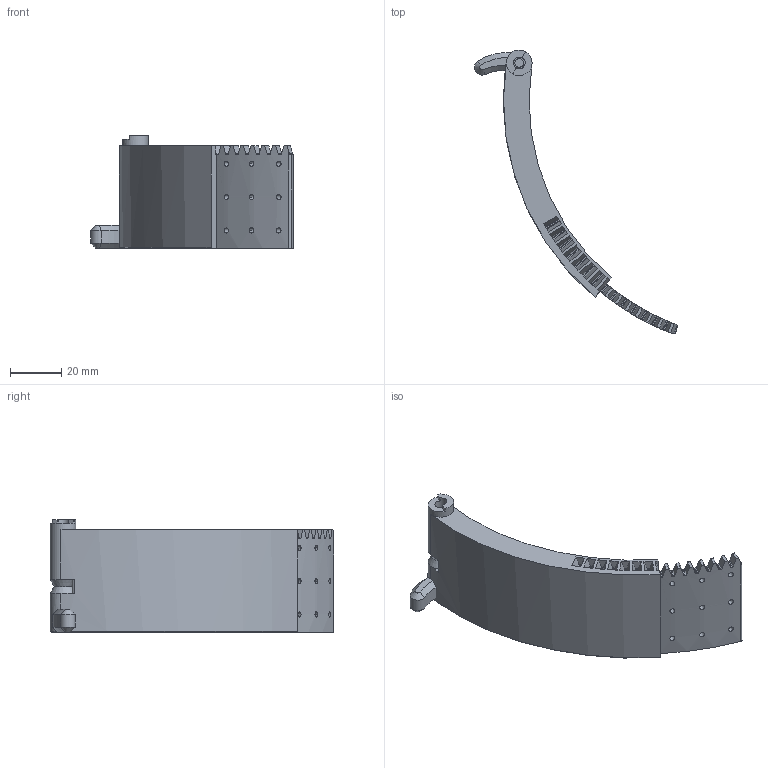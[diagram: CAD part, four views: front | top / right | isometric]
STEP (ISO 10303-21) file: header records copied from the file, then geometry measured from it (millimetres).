
FILE_DESCRIPTION(('FreeCAD Model'),'2;1');
FILE_NAME('Open CASCADE Shape Model','2025-04-29T19:05:09',(''),(''), 'Open CASCADE STEP processor 7.8','FreeCAD','Unknown');
FILE_SCHEMA(('AUTOMOTIVE_DESIGN { 1 0 10303 214 1 1 1 1 }'));
Length unit declared in the file: millimetre
Products named in the file (1): 2-rotor-segmented-in-three--part-1
Bounding box: 79.15 x 110.63 x 44 mm (x, y, z)
Volume: 45115.4 mm3; surface area: 15643.2 mm2
Topology: 1 solids, 3 shells, 175 faces, 482 edges, 321 vertices
Faces by surface type: plane 61, cone 49, bspline 36, cylinder 29
Full cylindrical faces by diameter (mm): 2 x6, 3.4 x2, 4.6 x2, 10 x1
Entity records: 7284 total; most frequent: CARTESIAN_POINT 3136, ORIENTED_EDGE 964, DIRECTION 698, EDGE_CURVE 482, VERTEX_POINT 321, AXIS2_PLACEMENT_3D 285, B_SPLINE_CURVE_WITH_KNOTS 207, FACE_BOUND 205
